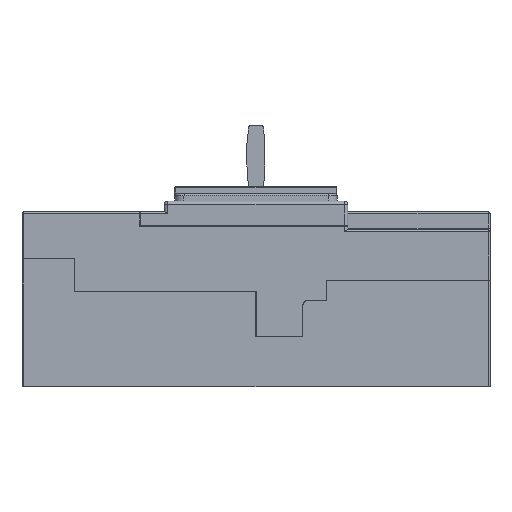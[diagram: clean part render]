
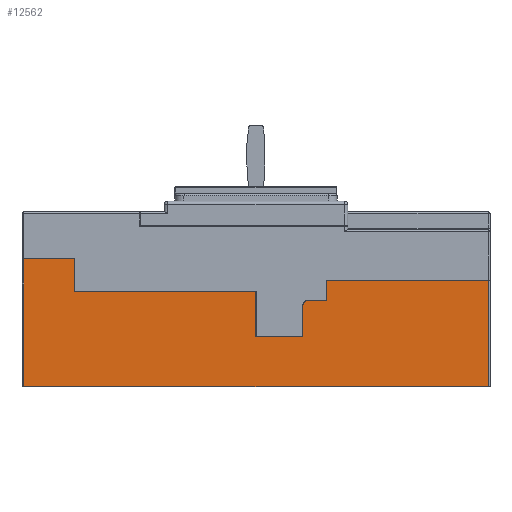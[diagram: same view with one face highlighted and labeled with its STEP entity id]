
A CAD part, left-side view. The second image highlights one B-rep face of the part: STEP entity #12562.
In plain terms, the highlighted planar face has unit normal (-1, 0, 0).
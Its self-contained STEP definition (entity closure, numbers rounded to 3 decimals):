
#4466=DIRECTION('',(0.,1.,0.));
#4467=VECTOR('',#4466,27.9);
#4468=CARTESIAN_POINT('',(-70.,231.1,70.9));
#4469=LINE('',#4468,#4467);
#4885=DIRECTION('',(0.,-1.,0.));
#4886=VECTOR('',#4885,258.);
#4887=CARTESIAN_POINT('',(-70.,259.,0.));
#4888=LINE('',#4887,#4886);
#5412=DIRECTION('',(0.,1.,0.));
#5413=VECTOR('',#5412,89.9);
#5414=CARTESIAN_POINT('',(-70.,1.,58.9));
#5415=LINE('',#5414,#5413);
#5534=DIRECTION('',(0.,0.,-1.));
#5535=VECTOR('',#5534,17.);
#5536=CARTESIAN_POINT('',(-70.,103.9,44.9));
#5537=LINE('',#5536,#5535);
#5562=DIRECTION('',(0.,1.,0.));
#5563=VECTOR('',#5562,26.2);
#5564=CARTESIAN_POINT('',(-70.,103.9,27.9));
#5565=LINE('',#5564,#5563);
#5583=DIRECTION('',(0.,0.,1.));
#5584=VECTOR('',#5583,25.);
#5585=CARTESIAN_POINT('',(-70.,130.1,27.9));
#5586=LINE('',#5585,#5584);
#5618=DIRECTION('',(0.,1.,0.));
#5619=VECTOR('',#5618,101.);
#5620=CARTESIAN_POINT('',(-70.,130.1,52.9));
#5621=LINE('',#5620,#5619);
#7551=DIRECTION('',(0.,0.,1.));
#7552=VECTOR('',#7551,58.9);
#7553=CARTESIAN_POINT('',(-70.,1.,0.));
#7554=LINE('',#7553,#7552);
#7565=CARTESIAN_POINT('',(-70.,100.9,44.9));
#7566=DIRECTION('',(1.,0.,0.));
#7567=DIRECTION('',(0.,1.,0.));
#7568=AXIS2_PLACEMENT_3D('',#7565,#7566,#7567);
#7580=DIRECTION('',(0.,1.,0.));
#7581=VECTOR('',#7580,10.);
#7582=CARTESIAN_POINT('',(-70.,90.9,47.9));
#7583=LINE('',#7582,#7581);
#7725=DIRECTION('',(0.,0.,-1.));
#7726=VECTOR('',#7725,11.);
#7727=CARTESIAN_POINT('',(-70.,90.9,58.9));
#7728=LINE('',#7727,#7726);
#7760=DIRECTION('',(0.,0.,-1.));
#7761=VECTOR('',#7760,70.9);
#7762=CARTESIAN_POINT('',(-70.,259.,70.9));
#7763=LINE('',#7762,#7761);
#7774=DIRECTION('',(0.,0.,1.));
#7775=VECTOR('',#7774,18.);
#7776=CARTESIAN_POINT('',(-70.,231.1,52.9));
#7777=LINE('',#7776,#7775);
#8988=CARTESIAN_POINT('',(-70.,103.9,44.9));
#8989=CARTESIAN_POINT('',(-70.,103.9,27.9));
#8990=VERTEX_POINT('',#8988);
#8991=VERTEX_POINT('',#8989);
#9000=CARTESIAN_POINT('',(-70.,90.9,47.9));
#9001=CARTESIAN_POINT('',(-70.,100.9,47.9));
#9002=VERTEX_POINT('',#9000);
#9003=VERTEX_POINT('',#9001);
#9004=CARTESIAN_POINT('',(-70.,90.9,58.9));
#9005=VERTEX_POINT('',#9004);
#9006=CARTESIAN_POINT('',(-70.,1.,58.9));
#9007=VERTEX_POINT('',#9006);
#9008=CARTESIAN_POINT('',(-70.,1.,0.));
#9009=VERTEX_POINT('',#9008);
#9010=CARTESIAN_POINT('',(-70.,259.,0.));
#9011=VERTEX_POINT('',#9010);
#9012=CARTESIAN_POINT('',(-70.,259.,70.9));
#9013=VERTEX_POINT('',#9012);
#9014=CARTESIAN_POINT('',(-70.,231.1,70.9));
#9015=VERTEX_POINT('',#9014);
#9016=CARTESIAN_POINT('',(-70.,231.1,52.9));
#9017=VERTEX_POINT('',#9016);
#9018=CARTESIAN_POINT('',(-70.,130.1,52.9));
#9019=VERTEX_POINT('',#9018);
#9020=CARTESIAN_POINT('',(-70.,130.1,27.9));
#9021=VERTEX_POINT('',#9020);
#12537=CARTESIAN_POINT('',(-70.,0.,0.));
#12538=DIRECTION('',(-1.,0.,0.));
#12539=DIRECTION('',(0.,0.,1.));
#12540=AXIS2_PLACEMENT_3D('',#12537,#12538,#12539);
#12541=PLANE('',#12540);
#12543=ORIENTED_EDGE('',*,*,#12542,.F.);
#12545=ORIENTED_EDGE('',*,*,#12544,.F.);
#12546=ORIENTED_EDGE('',*,*,#10547,.F.);
#12547=ORIENTED_EDGE('',*,*,#12530,.F.);
#12548=ORIENTED_EDGE('',*,*,#10207,.F.);
#12550=ORIENTED_EDGE('',*,*,#12549,.F.);
#12551=ORIENTED_EDGE('',*,*,#10020,.F.);
#12553=ORIENTED_EDGE('',*,*,#12552,.F.);
#12554=ORIENTED_EDGE('',*,*,#10764,.F.);
#12555=ORIENTED_EDGE('',*,*,#10737,.F.);
#12556=ORIENTED_EDGE('',*,*,#10722,.F.);
#12557=ORIENTED_EDGE('',*,*,#10707,.F.);
#12559=ORIENTED_EDGE('',*,*,#12558,.T.);
#12560=EDGE_LOOP('',(#12543,#12545,#12546,#12547,#12548,#12550,#12551,#12553,
#12554,#12555,#12556,#12557,#12559));
#12561=FACE_OUTER_BOUND('',#12560,.F.);
#7569=CIRCLE('',#7568,3.);
#10020=EDGE_CURVE('',#9015,#9013,#4469,.T.);
#10207=EDGE_CURVE('',#9011,#9009,#4888,.T.);
#10547=EDGE_CURVE('',#9007,#9005,#5415,.T.);
#10707=EDGE_CURVE('',#8990,#8991,#5537,.T.);
#10722=EDGE_CURVE('',#8991,#9021,#5565,.T.);
#10737=EDGE_CURVE('',#9021,#9019,#5586,.T.);
#10764=EDGE_CURVE('',#9019,#9017,#5621,.T.);
#12530=EDGE_CURVE('',#9009,#9007,#7554,.T.);
#12542=EDGE_CURVE('',#9002,#9003,#7583,.T.);
#12544=EDGE_CURVE('',#9005,#9002,#7728,.T.);
#12549=EDGE_CURVE('',#9013,#9011,#7763,.T.);
#12552=EDGE_CURVE('',#9017,#9015,#7777,.T.);
#12558=EDGE_CURVE('',#8990,#9003,#7569,.T.);
#12562=ADVANCED_FACE('',(#12561),#12541,.T.);
